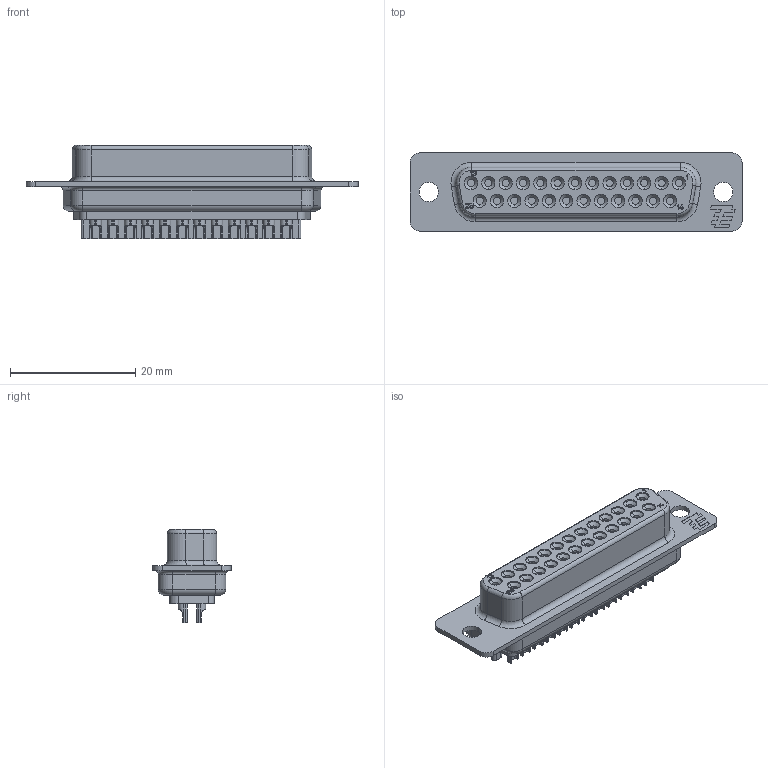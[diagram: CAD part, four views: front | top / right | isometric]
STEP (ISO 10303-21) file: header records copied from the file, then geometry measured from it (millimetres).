
FILE_DESCRIPTION((''),'2;1');
FILE_NAME('C-5-747913-2','2011-05-27T',('workeradm'),('Tyco Electronics Ltd.'),'PRO/ENGINEER BY PARAMETRIC TECHNOLOGY CORPORATION, 2009300','PRO/ENGINEER BY PARAMETRIC TECHNOLOGY CORPORATION, 2009300','');
FILE_SCHEMA(('AUTOMOTIVE_DESIGN { 1 0 10303 214 1 1 1 1 }'));
Length unit declared in the file: millimetre
Products named in the file (1): C-5-747913-2
Bounding box: 53.1 x 12.5 x 14.9 mm (x, y, z)
Volume: 4268.3 mm3; surface area: 2946.8 mm2
Topology: 1 solids, 1 shells, 1066 faces, 2874 edges, 1872 vertices
Faces by surface type: plane 614, cylinder 386, cone 50, torus 16
Entity records: 34533 total; most frequent: CARTESIAN_POINT 7023, ORIENTED_EDGE 5748, DIRECTION 5644, EDGE_CURVE 2874, VECTOR 2036, LINE 2036, VERTEX_POINT 1872, AXIS2_PLACEMENT_3D 1804
